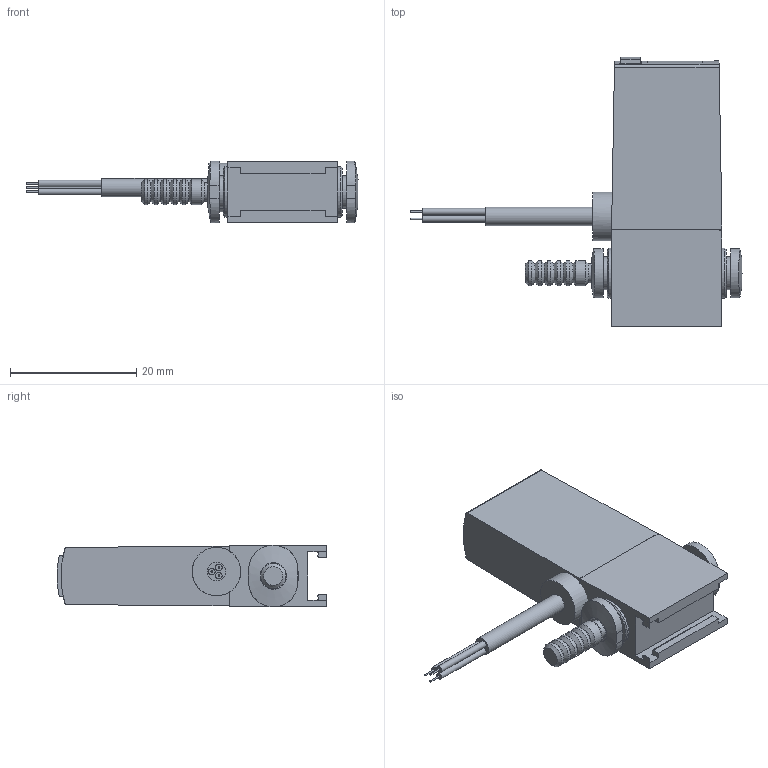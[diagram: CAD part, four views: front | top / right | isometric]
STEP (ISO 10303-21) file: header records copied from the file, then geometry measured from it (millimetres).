
FILE_DESCRIPTION(/* description */ ('STEP AP214'),/* implementation_level */ '2;1');
FILE_NAME(/* name */ '8001442_SPAE-V1R-Q3-PNLK-2_5K',/* time_stamp */ '2024-09-15T10:39:55+02:00',/* author */ ('License CC BY-ND 4.0'),/* organization */ ('CADENAS'),/* preprocessor_version */ 'ST-DEVELOPER v19.3',/* originating_system */ 'PARTsolutions',/* authorisation */ ' ');
FILE_SCHEMA (('AUTOMOTIVE_DESIGN {1 0 10303 214 3 1 1}'));
Length unit declared in the file: millimetre
Products named in the file (4): 8001442 SPAE-V1R-Q3-PNLK-2.5K; 8001442 SPAE-V1R-Q3-PNLK-2.5K_O; 1255981 SPTE-Q3; 153382 QSMC-3H
Assembly tree (3 placements, depth 2):
  8001442 SPAE-V1R-Q3-PNLK-2.5K
    8001442 SPAE-V1R-Q3-PNLK-2.5K_O
    1255981 SPTE-Q3
    153382 QSMC-3H
Bounding box: 52.62 x 42.76 x 9.8 mm (x, y, z)
Volume: 6873 mm3; surface area: 4606.6 mm2
Topology: 3 solids, 3 shells, 198 faces, 491 edges, 320 vertices
Faces by surface type: plane 114, cylinder 61, cone 21, torus 2
Full cylindrical faces by diameter (mm): 0.25 x3, 0.7 x1, 1.05 x3, 2.1 x1, 2.9 x1, 3 x3, 3.25 x2, 3.5 x1, 4 x6, 5.2 x2, 5.4 x1, 7.7 x1, 8 x2
Entity records: 6838 total; most frequent: CARTESIAN_POINT 975, DIRECTION 965, ORIENTED_EDGE 858, EDGE_CURVE 429, AXIS2_PLACEMENT_3D 342, VERTEX_POINT 308, LINE 281, VECTOR 281
